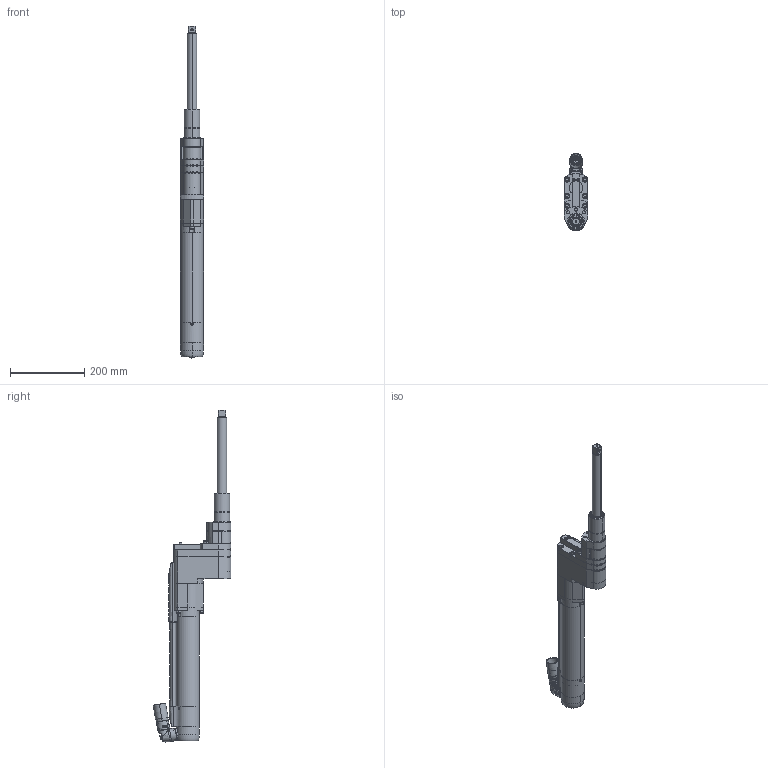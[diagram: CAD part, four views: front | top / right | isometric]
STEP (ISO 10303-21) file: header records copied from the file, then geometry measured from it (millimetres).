
FILE_DESCRIPTION((''),'2;1');
FILE_NAME('9831411425_ASM','2021-03-26T07:32:58',('Toohpn'),(''),'CREO PARAMETRIC BY PTC INC, 2020281','CREO PARAMETRIC BY PTC INC, 2020281','');
FILE_SCHEMA(('CONFIG_CONTROL_DESIGN','GEOMETRIC_VALIDATION_PROPERTIES_MIM'));
Products named in the file (39): 4230260301; 4230260311_ASM; 4230265400; 0219110017; 4230265500; 4230262380_ASM; 4230263000; 4230263200; 4230263300; 4230263280_ASM; 4230263700; 4230262700; 4230263500_AF0; 0215000398; 4230264080_SPEC1_ASM; 4230261900_AF0; 4230300280_ASM; 4230301380_ASM; 4230220200; 4230217200; 0211133700; 4230217282_ASM; 4230223600; 4230223700; 4230215800; 4230224501; 4230224600; 4230299580_ASM; 0211132500; 0211132300; 4090030300; 0211133600; 4230298580_ASM; 4230222602; 4230264710; 0211196527; 4230267700; 0211117400; 9831411425_ASM
Assembly tree (49 placements, depth 5):
  9831411425_ASM
    4230301380_ASM
      4230260311_ASM
        4230260301
      4230262380_ASM
        4230265400
        0219110017  x3
        4230265500
      4230264080_SPEC1_ASM
        4230263000
        4230263280_ASM
          4230263200
          4230263300
        4230263700
        4230262700
        4230263500_AF0
        0215000398
      4230300280_ASM
        4230261900_AF0
    4230217282_ASM
      4230220200
      4230217200
      0211133700  x3
    4230298580_ASM
      4230223600
      4230223700
      4230299580_ASM
        4230215800
        4230224501
        4230224600
      0211132500  x2
      0211132300  x4
      4090030300
      0211133600  x2
    4230222602
    4230264710
    0211196527  x2
    4230267700
    0211117400  x2
Bounding box: 62 x 209.26 x 893.56 mm (x, y, z)
Volume: 1512842.6 mm3; surface area: 526637.4 mm2
Topology: 40 solids, 58 shells, 3086 faces, 8090 edges, 5189 vertices
Faces by surface type: plane 1146, cylinder 985, cone 396, torus 284, bspline 251, extrusion 12, revolution 6, sphere 6
Entity records: 127747 total; most frequent: CARTESIAN_POINT 34700, ORIENTED_EDGE 14980, DIRECTION 13752, EDGE_CURVE 7524, PRESENTATION_STYLE_ASSIGNMENT 7012, STYLED_ITEM 6923, CURVE_STYLE 6870, AXIS2_PLACEMENT_3D 5339
